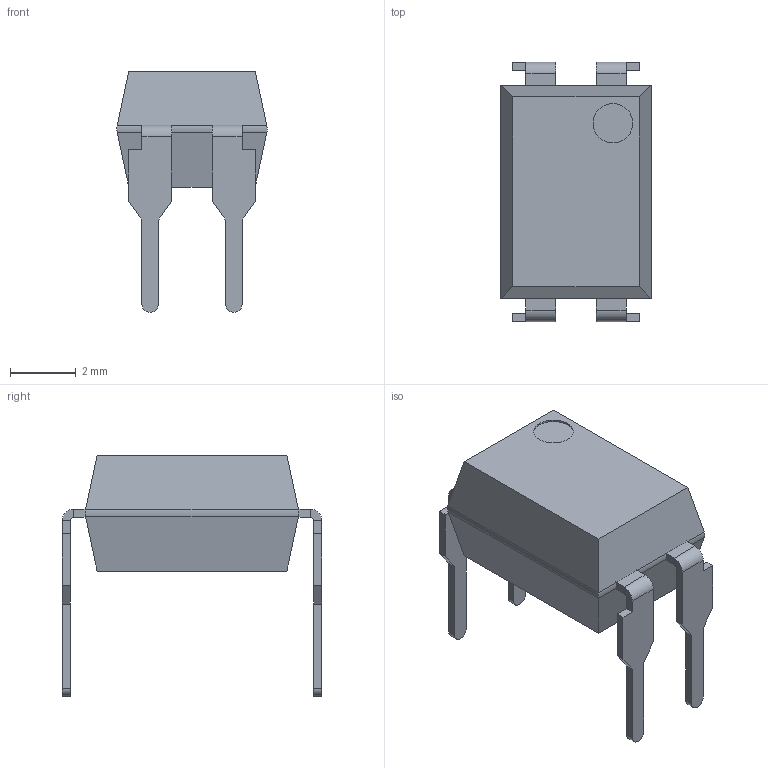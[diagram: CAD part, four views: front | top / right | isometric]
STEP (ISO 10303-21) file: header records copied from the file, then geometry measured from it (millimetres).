
FILE_DESCRIPTION (( 'STEP AP214' ), '1' );
FILE_NAME ('TWS817C.STEP', '2025-11-23T21:10:30', ( '' ), ( '' ), 'SwSTEP 2.0', 'SolidWorks 2024', '' );
FILE_SCHEMA (( 'AUTOMOTIVE_DESIGN' ));
Length unit declared in the file: millimetre
Products named in the file (1): TWS817C
Bounding box: 4.56 x 7.87 x 7.3 mm (x, y, z)
Volume: 96.3 mm3; surface area: 182.4 mm2
Topology: 5 solids, 5 shells, 97 faces, 218 edges, 132 vertices
Faces by surface type: plane 79, cylinder 18
Entity records: 3746 total; most frequent: CARTESIAN_POINT 460, DIRECTION 438, ORIENTED_EDGE 436, EDGE_CURVE 218, VECTOR 186, LINE 186, VERTEX_POINT 132, AXIS2_PLACEMENT_3D 126
